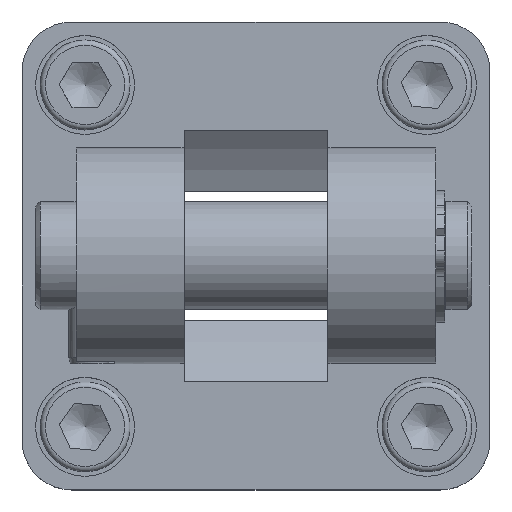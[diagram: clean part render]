
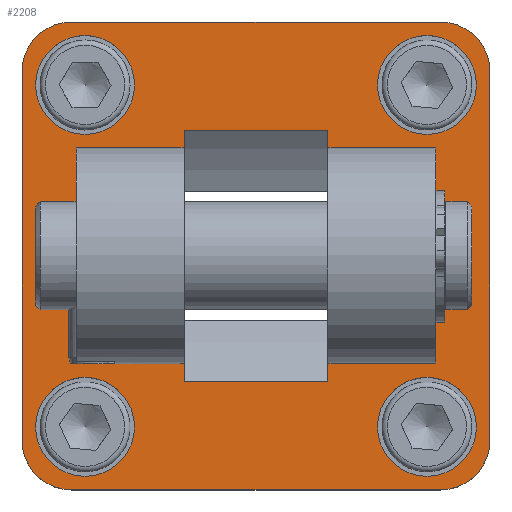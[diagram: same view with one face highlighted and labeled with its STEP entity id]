
A CAD part, top view. The second image highlights one B-rep face of the part: STEP entity #2208.
In plain terms, the highlighted planar face has unit normal (0, 0, 1).
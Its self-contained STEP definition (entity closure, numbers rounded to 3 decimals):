
#139=LINE('',#3629,#274);
#143=LINE('',#3643,#278);
#145=LINE('',#3652,#280);
#146=LINE('',#3657,#281);
#147=LINE('',#3661,#282);
#148=LINE('',#3665,#283);
#149=LINE('',#3669,#284);
#150=LINE('',#3672,#285);
#151=LINE('',#3674,#286);
#152=LINE('',#3675,#287);
#153=LINE('',#3677,#288);
#154=LINE('',#3678,#289);
#155=LINE('',#3680,#290);
#156=LINE('',#3682,#291);
#157=LINE('',#3684,#292);
#158=LINE('',#3685,#293);
#274=VECTOR('',#2899,24.);
#278=VECTOR('',#2911,16.);
#280=VECTOR('',#2919,16.);
#281=VECTOR('',#2924,41.);
#282=VECTOR('',#2927,41.);
#283=VECTOR('',#2930,41.);
#284=VECTOR('',#2933,41.);
#285=VECTOR('',#2936,1.952);
#286=VECTOR('',#2937,1.952);
#287=VECTOR('',#2938,12.);
#288=VECTOR('',#2939,12.);
#289=VECTOR('',#2940,1.952);
#290=VECTOR('',#2941,1.952);
#291=VECTOR('',#2942,12.);
#292=VECTOR('',#2943,24.);
#293=VECTOR('',#2944,12.);
#418=FACE_BOUND('',#713,.T.);
#419=FACE_BOUND('',#714,.T.);
#420=FACE_BOUND('',#715,.T.);
#421=FACE_BOUND('',#716,.T.);
#422=FACE_BOUND('',#717,.T.);
#542=FACE_OUTER_BOUND('',#712,.T.);
#712=EDGE_LOOP('',(#1722,#1723,#1724,#1725,#1726,#1727,#1728,#1729));
#713=EDGE_LOOP('',(#1730,#1731,#1732,#1733,#1734,#1735,#1736,#1737,#1738,
#1739,#1740,#1741));
#714=EDGE_LOOP('',(#1742));
#715=EDGE_LOOP('',(#1743));
#716=EDGE_LOOP('',(#1744));
#717=EDGE_LOOP('',(#1745));
#861=CIRCLE('',#2420,5.5);
#862=CIRCLE('',#2421,5.5);
#863=CIRCLE('',#2422,5.5);
#864=CIRCLE('',#2423,5.5);
#865=CIRCLE('',#2424,5.5);
#866=CIRCLE('',#2425,5.5);
#867=CIRCLE('',#2426,5.5);
#868=CIRCLE('',#2427,5.5);
#1034=VERTEX_POINT('',#3627);
#1035=VERTEX_POINT('',#3628);
#1040=VERTEX_POINT('',#3640);
#1041=VERTEX_POINT('',#3642);
#1044=VERTEX_POINT('',#3649);
#1045=VERTEX_POINT('',#3651);
#1046=VERTEX_POINT('',#3655);
#1047=VERTEX_POINT('',#3656);
#1048=VERTEX_POINT('',#3658);
#1049=VERTEX_POINT('',#3660);
#1050=VERTEX_POINT('',#3662);
#1051=VERTEX_POINT('',#3664);
#1052=VERTEX_POINT('',#3666);
#1053=VERTEX_POINT('',#3668);
#1054=VERTEX_POINT('',#3671);
#1055=VERTEX_POINT('',#3673);
#1056=VERTEX_POINT('',#3676);
#1057=VERTEX_POINT('',#3679);
#1058=VERTEX_POINT('',#3681);
#1059=VERTEX_POINT('',#3683);
#1060=VERTEX_POINT('',#3686);
#1061=VERTEX_POINT('',#3688);
#1062=VERTEX_POINT('',#3690);
#1063=VERTEX_POINT('',#3692);
#1283=EDGE_CURVE('',#1034,#1035,#139,.T.);
#1290=EDGE_CURVE('',#1041,#1040,#143,.T.);
#1294=EDGE_CURVE('',#1045,#1044,#145,.T.);
#1296=EDGE_CURVE('',#1046,#1047,#146,.T.);
#1297=EDGE_CURVE('',#1048,#1046,#861,.T.);
#1298=EDGE_CURVE('',#1049,#1048,#147,.T.);
#1299=EDGE_CURVE('',#1050,#1049,#862,.T.);
#1300=EDGE_CURVE('',#1051,#1050,#148,.T.);
#1301=EDGE_CURVE('',#1052,#1051,#863,.T.);
#1302=EDGE_CURVE('',#1053,#1052,#149,.T.);
#1303=EDGE_CURVE('',#1047,#1053,#864,.T.);
#1304=EDGE_CURVE('',#1054,#1045,#150,.T.);
#1305=EDGE_CURVE('',#1044,#1055,#151,.T.);
#1306=EDGE_CURVE('',#1055,#1034,#152,.T.);
#1307=EDGE_CURVE('',#1035,#1056,#153,.T.);
#1308=EDGE_CURVE('',#1056,#1041,#154,.T.);
#1309=EDGE_CURVE('',#1040,#1057,#155,.T.);
#1310=EDGE_CURVE('',#1057,#1058,#156,.T.);
#1311=EDGE_CURVE('',#1058,#1059,#157,.T.);
#1312=EDGE_CURVE('',#1059,#1054,#158,.T.);
#1313=EDGE_CURVE('',#1060,#1060,#865,.T.);
#1314=EDGE_CURVE('',#1061,#1061,#866,.T.);
#1315=EDGE_CURVE('',#1062,#1062,#867,.T.);
#1316=EDGE_CURVE('',#1063,#1063,#868,.T.);
#1722=ORIENTED_EDGE('',*,*,#1296,.F.);
#1723=ORIENTED_EDGE('',*,*,#1297,.F.);
#1724=ORIENTED_EDGE('',*,*,#1298,.F.);
#1725=ORIENTED_EDGE('',*,*,#1299,.F.);
#1726=ORIENTED_EDGE('',*,*,#1300,.F.);
#1727=ORIENTED_EDGE('',*,*,#1301,.F.);
#1728=ORIENTED_EDGE('',*,*,#1302,.F.);
#1729=ORIENTED_EDGE('',*,*,#1303,.F.);
#1730=ORIENTED_EDGE('',*,*,#1304,.T.);
#1731=ORIENTED_EDGE('',*,*,#1294,.T.);
#1732=ORIENTED_EDGE('',*,*,#1305,.T.);
#1733=ORIENTED_EDGE('',*,*,#1306,.T.);
#1734=ORIENTED_EDGE('',*,*,#1283,.T.);
#1735=ORIENTED_EDGE('',*,*,#1307,.T.);
#1736=ORIENTED_EDGE('',*,*,#1308,.T.);
#1737=ORIENTED_EDGE('',*,*,#1290,.T.);
#1738=ORIENTED_EDGE('',*,*,#1309,.T.);
#1739=ORIENTED_EDGE('',*,*,#1310,.T.);
#1740=ORIENTED_EDGE('',*,*,#1311,.T.);
#1741=ORIENTED_EDGE('',*,*,#1312,.T.);
#1742=ORIENTED_EDGE('',*,*,#1313,.T.);
#1743=ORIENTED_EDGE('',*,*,#1314,.T.);
#1744=ORIENTED_EDGE('',*,*,#1315,.T.);
#1745=ORIENTED_EDGE('',*,*,#1316,.T.);
#1956=PLANE('',#2419);
#2208=ADVANCED_FACE('',(#542,#418,#419,#420,#421,#422),#1956,.T.);
#2419=AXIS2_PLACEMENT_3D('',#3654,#2922,#2923);
#2420=AXIS2_PLACEMENT_3D('',#3659,#2925,#2926);
#2421=AXIS2_PLACEMENT_3D('',#3663,#2928,#2929);
#2422=AXIS2_PLACEMENT_3D('',#3667,#2931,#2932);
#2423=AXIS2_PLACEMENT_3D('',#3670,#2934,#2935);
#2424=AXIS2_PLACEMENT_3D('',#3687,#2945,#2946);
#2425=AXIS2_PLACEMENT_3D('',#3689,#2947,#2948);
#2426=AXIS2_PLACEMENT_3D('',#3691,#2949,#2950);
#2427=AXIS2_PLACEMENT_3D('',#3693,#2951,#2952);
#2899=DIRECTION('',(0.,-1.,0.));
#2911=DIRECTION('',(-1.,0.,0.));
#2919=DIRECTION('',(1.,0.,0.));
#2922=DIRECTION('center_axis',(0.,0.,
1.));
#2923=DIRECTION('ref_axis',(0.,1.,0.));
#2924=DIRECTION('',(0.,1.,0.));
#2925=DIRECTION('center_axis',(0.,0.,
-1.));
#2926=DIRECTION('ref_axis',(-1.,0.,0.));
#2927=DIRECTION('',(-1.,0.,0.));
#2928=DIRECTION('center_axis',(0.,0.,
-1.));
#2929=DIRECTION('ref_axis',(0.,-1.,0.));
#2930=DIRECTION('',(0.,-1.,0.));
#2931=DIRECTION('center_axis',(0.,0.,
-1.));
#2932=DIRECTION('ref_axis',(1.,0.,0.));
#2933=DIRECTION('',(1.,0.,0.));
#2934=DIRECTION('center_axis',(0.,0.,
-1.));
#2935=DIRECTION('ref_axis',(0.,1.,0.));
#2936=DIRECTION('',(0.,1.,0.));
#2937=DIRECTION('',(0.,-1.,0.));
#2938=DIRECTION('',(1.,0.,0.));
#2939=DIRECTION('',(-1.,0.,0.));
#2940=DIRECTION('',(0.,-1.,0.));
#2941=DIRECTION('',(0.,1.,0.));
#2942=DIRECTION('',(-1.,0.,0.));
#2943=DIRECTION('',(0.,1.,0.));
#2944=DIRECTION('',(1.,0.,0.));
#2945=DIRECTION('center_axis',(0.,0.,
-1.));
#2946=DIRECTION('ref_axis',(0.,-1.,0.));
#2947=DIRECTION('center_axis',(0.,0.,
-1.));
#2948=DIRECTION('ref_axis',(0.,-1.,0.));
#2949=DIRECTION('center_axis',(0.,0.,
-1.));
#2950=DIRECTION('ref_axis',(0.,-1.,0.));
#2951=DIRECTION('center_axis',(0.,0.,
-1.));
#2952=DIRECTION('ref_axis',(0.,-1.,0.));
#3627=CARTESIAN_POINT('',(20.,12.,9.));
#3628=CARTESIAN_POINT('',(20.,-12.,9.));
#3629=CARTESIAN_POINT('',(20.,0.,9.));
#3640=CARTESIAN_POINT('',(-8.,-13.952,9.));
#3642=CARTESIAN_POINT('',(8.,-13.952,9.));
#3643=CARTESIAN_POINT('',(-8.,-13.952,9.));
#3649=CARTESIAN_POINT('',(8.,13.952,9.));
#3651=CARTESIAN_POINT('',(-8.,13.952,9.));
#3652=CARTESIAN_POINT('',(-8.,13.952,9.));
#3654=CARTESIAN_POINT('Origin',(0.,0.,
9.));
#3655=CARTESIAN_POINT('',(-26.,-20.5,9.));
#3656=CARTESIAN_POINT('',(-26.,20.5,9.));
#3657=CARTESIAN_POINT('',(-26.,20.5,9.));
#3658=CARTESIAN_POINT('',(-20.5,-26.,9.));
#3659=CARTESIAN_POINT('Origin',(-20.5,-20.5,9.));
#3660=CARTESIAN_POINT('',(20.5,-26.,9.));
#3661=CARTESIAN_POINT('',(-20.5,-26.,9.));
#3662=CARTESIAN_POINT('',(26.,-20.5,9.));
#3663=CARTESIAN_POINT('Origin',(20.5,-20.5,9.));
#3664=CARTESIAN_POINT('',(26.,20.5,9.));
#3665=CARTESIAN_POINT('',(26.,-20.5,9.));
#3666=CARTESIAN_POINT('',(20.5,26.,9.));
#3667=CARTESIAN_POINT('Origin',(20.5,20.5,9.));
#3668=CARTESIAN_POINT('',(-20.5,26.,9.));
#3669=CARTESIAN_POINT('',(20.5,26.,9.));
#3670=CARTESIAN_POINT('Origin',(-20.5,20.5,9.));
#3671=CARTESIAN_POINT('',(-8.,12.,9.));
#3672=CARTESIAN_POINT('',(-8.,0.,9.));
#3673=CARTESIAN_POINT('',(8.,12.,9.));
#3674=CARTESIAN_POINT('',(8.,0.,9.));
#3675=CARTESIAN_POINT('',(10.,12.,9.));
#3676=CARTESIAN_POINT('',(8.,-12.,9.));
#3677=CARTESIAN_POINT('',(10.,-12.,9.));
#3678=CARTESIAN_POINT('',(8.,0.,9.));
#3679=CARTESIAN_POINT('',(-8.,-12.,9.));
#3680=CARTESIAN_POINT('',(-8.,0.,9.));
#3681=CARTESIAN_POINT('',(-20.,-12.,9.));
#3682=CARTESIAN_POINT('',(-10.,-12.,9.));
#3683=CARTESIAN_POINT('',(-20.,12.,9.));
#3684=CARTESIAN_POINT('',(-20.,0.,9.));
#3685=CARTESIAN_POINT('',(-10.,12.,9.));
#3686=CARTESIAN_POINT('',(19.,24.5,9.));
#3687=CARTESIAN_POINT('Origin',(19.,19.,9.));
#3688=CARTESIAN_POINT('',(19.,-13.5,9.));
#3689=CARTESIAN_POINT('Origin',(19.,-19.,9.));
#3690=CARTESIAN_POINT('',(-19.,-13.5,9.));
#3691=CARTESIAN_POINT('Origin',(-19.,-19.,9.));
#3692=CARTESIAN_POINT('',(-19.,24.5,9.));
#3693=CARTESIAN_POINT('Origin',(-19.,19.,9.));
